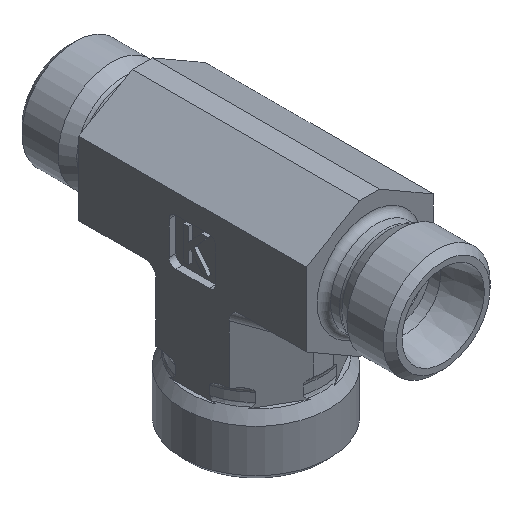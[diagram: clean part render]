
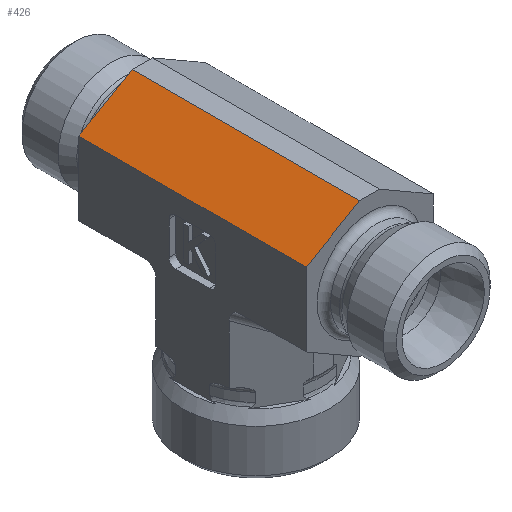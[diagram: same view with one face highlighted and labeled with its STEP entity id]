
A CAD part, isometric view. The second image highlights one B-rep face of the part: STEP entity #426.
In plain terms, the highlighted planar face has unit normal (-0.5, 0, 0.866).
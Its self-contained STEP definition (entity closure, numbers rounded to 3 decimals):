
#352=CARTESIAN_POINT('',(-28.485,26.544,24.485));
#353=VERTEX_POINT('',#352);
#360=CARTESIAN_POINT('',(-20.485,26.544,29.104));
#361=VERTEX_POINT('',#360);
#362=CARTESIAN_POINT('',(-20.485,26.544,29.104));
#363=DIRECTION('',(-0.866,0.0,-0.5));
#364=VECTOR('',#363,9.238);
#365=LINE('',#362,#364);
#366=EDGE_CURVE('',#361,#353,#365,.T.);
#396=CARTESIAN_POINT('',(-28.485,9.544,24.485));
#397=DIRECTION('',(-0.5,0.0,0.866));
#398=DIRECTION('',(0.866,0.0,0.5));
#399=AXIS2_PLACEMENT_3D('',#396,#397,#398);
#400=PLANE('',#399);
#401=ORIENTED_EDGE('',*,*,#366,.T.);
#402=CARTESIAN_POINT('',(-28.485,-7.456,24.485));
#403=VERTEX_POINT('',#402);
#404=CARTESIAN_POINT('',(-28.485,26.544,24.485));
#405=DIRECTION('',(0.0,-1.0,0.0));
#406=VECTOR('',#405,34.0);
#407=LINE('',#404,#406);
#408=EDGE_CURVE('',#353,#403,#407,.T.);
#409=ORIENTED_EDGE('',*,*,#408,.T.);
#410=CARTESIAN_POINT('',(-20.485,-7.456,29.104));
#411=VERTEX_POINT('',#410);
#412=CARTESIAN_POINT('',(-28.485,-7.456,24.485));
#413=DIRECTION('',(0.866,0.0,0.5));
#414=VECTOR('',#413,9.238);
#415=LINE('',#412,#414);
#416=EDGE_CURVE('',#403,#411,#415,.T.);
#417=ORIENTED_EDGE('',*,*,#416,.T.);
#418=CARTESIAN_POINT('',(-20.485,26.544,29.104));
#419=DIRECTION('',(0.0,-1.0,0.0));
#420=VECTOR('',#419,34.0);
#421=LINE('',#418,#420);
#422=EDGE_CURVE('',#361,#411,#421,.T.);
#423=ORIENTED_EDGE('',*,*,#422,.F.);
#424=EDGE_LOOP('',(#401,#409,#417,#423));
#425=FACE_OUTER_BOUND('',#424,.T.);
#426=ADVANCED_FACE('',(#425),#400,.T.);
